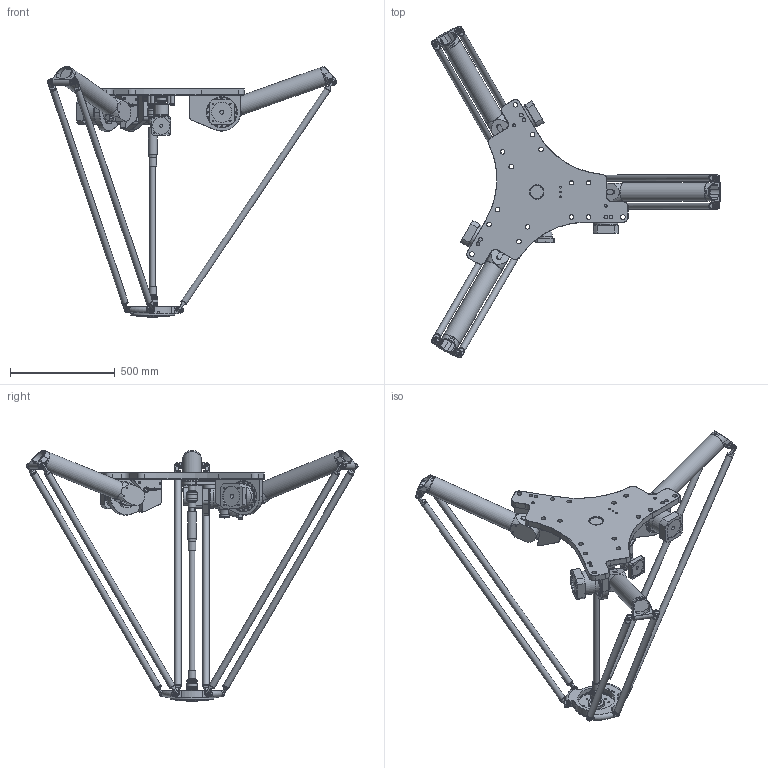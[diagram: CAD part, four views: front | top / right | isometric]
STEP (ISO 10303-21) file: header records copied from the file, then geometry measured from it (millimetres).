
FILE_DESCRIPTION(/* description */ (''),/* implementation_level */ '2;1');
FILE_NAME(/* name */ '3D-model_A_00066-T1.stp',/* time_stamp */ '2022-02-08T09:11:23+01:00',/* author */ ('michael.schutter'),/* organization */ ('Majatronic'),/* preprocessor_version */ 'ST-DEVELOPER v16.5',/* originating_system */ 'Autodesk Inventor 2017',/* authorisation */ '');
FILE_SCHEMA (('AUTOMOTIVE_DESIGN { 1 0 10303 214 3 1 1 }'));
Length unit declared in the file: millimetre
Products named in the file (11): MT_BGR00020726MT_BGR; MT_BGR00018058MT_BGR; MT_WST00054336MT_WST; MT_WST00055606MT_WST; MT_WST00055109MT_WST; MT_WST00069206MT_WST; MT_WST00050309MT_WST; MT_WST00055471MT_WST; MT_WST00057409MT_WST; MT_WST00055475MT_WST; MT_WST00055476MT_WST
Assembly tree (22 placements, depth 3):
  MT_BGR00020726MT_BGR
    MT_BGR00018058MT_BGR
      MT_WST00054336MT_WST
      MT_WST00055606MT_WST
    MT_WST00055109MT_WST  x3
    MT_WST00050309MT_WST  x6
    MT_WST00069206MT_WST  x6
    MT_WST00055471MT_WST
    MT_WST00057409MT_WST
    MT_WST00055475MT_WST
    MT_WST00055476MT_WST
Bounding box: 1381.26 x 1587.12 x 1199.69 mm (x, y, z)
Volume: 36844204.7 mm3; surface area: 3226533.8 mm2
Topology: 21 solids, 37 shells, 2974 faces, 6954 edges, 4420 vertices
Faces by surface type: plane 1510, cylinder 906, cone 334, torus 119, bspline 101, sphere 4
Full cylindrical faces by diameter (mm): 4 x2, 4.134 x10, 4.917 x15, 6.647 x13, 8 x77, 8.376 x6, 8.5 x48, 9.6 x3, 10 x1, 12 x22, 14 x1, 14.5 x1, 15 x13, 15.4 x1, 16 x14, 17.294 x6, 18 x48, 19 x3, 19.7 x1, 20 x4, 22 x15, 23.9 x1, 24 x1, 25 x2, 28 x1, 28.4 x1, 30 x12, 30.01 x6, 34 x1, 35 x1
Entity records: 60950 total; most frequent: CARTESIAN_POINT 18390, DIRECTION 8902, ORIENTED_EDGE 7720, EDGE_CURVE 3859, AXIS2_PLACEMENT_3D 3356, VERTEX_POINT 2715, EDGE_LOOP 2680, LINE 2190
